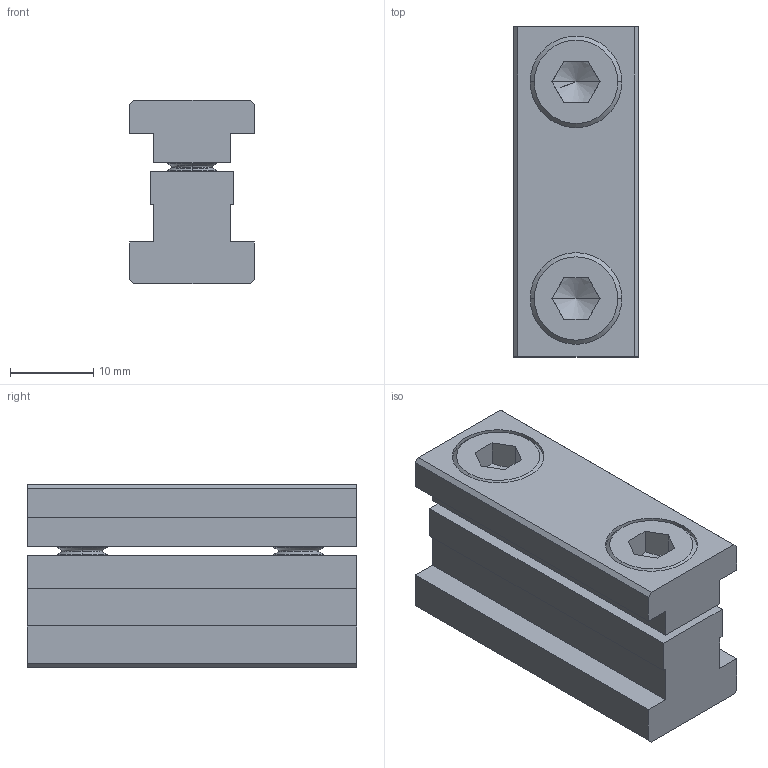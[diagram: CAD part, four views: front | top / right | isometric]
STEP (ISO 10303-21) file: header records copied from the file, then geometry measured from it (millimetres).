
FILE_DESCRIPTION(('STEP AP214'),'1');
FILE_NAME(' ',' ',('TraceParts'),('TraceParts S.A.'),'XStep 1.0',' ',' ');
FILE_SCHEMA(('automotive_design'));
Length unit declared in the file: millimetre
Products named in the file (1): 1
Bounding box: 15 x 39.6 x 22 mm (x, y, z)
Volume: 9565.8 mm3; surface area: 4828.8 mm2
Topology: 1 solids, 1 shells, 144 faces, 324 edges, 186 vertices
Faces by surface type: plane 44, cone 40, torus 32, cylinder 28
Entity records: 7630 total; most frequent: DIRECTION 742, CARTESIAN_POINT 675, STYLED_ITEM 651, PRESENTATION_STYLE_ASSIGNMENT 651, COLOUR_RGB 651, ORIENTED_EDGE 640, EDGE_CURVE 320, CURVE_STYLE 320
